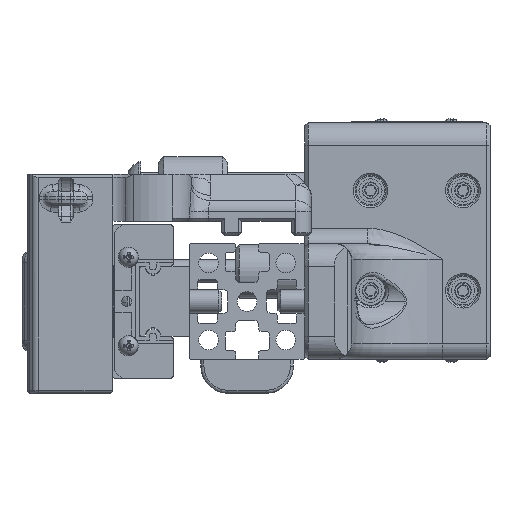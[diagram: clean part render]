
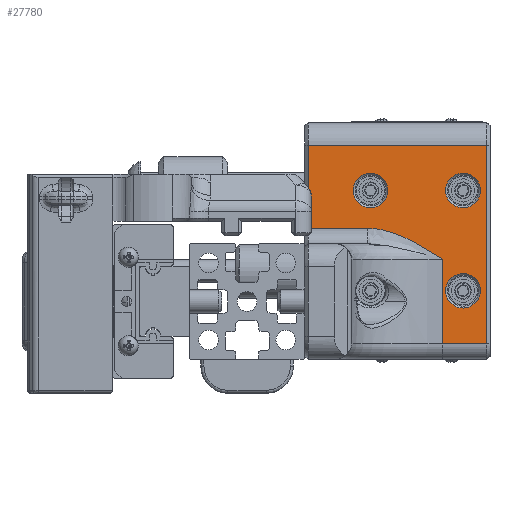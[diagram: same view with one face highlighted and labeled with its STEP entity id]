
A CAD part, left-side view. The second image highlights one B-rep face of the part: STEP entity #27780.
In plain terms, the highlighted planar face has unit normal (-1, 0, 0).
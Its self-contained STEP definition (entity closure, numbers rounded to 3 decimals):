
#776=B_SPLINE_CURVE_WITH_KNOTS('',3,(#43349,#43350,#43351,#43352,#43353,
#43354,#43355,#43356,#43357,#43358,#43359,#43360,#43361,#43362,#43363,#43364,
#43365,#43366,#43367,#43368,#43369,#43370,#43371,#43372,#43373,#43374,#43375,
#43376,#43377,#43378,#43379,#43380,#43381,#43382,#43383,#43384,#43385,#43386,
#43387,#43388),.UNSPECIFIED.,.F.,.F.,(4,3,3,3,3,3,3,3,3,3,3,3,3,4),(0.,
0.001,0.001,0.003,0.003,
0.005,0.005,0.007,0.007,
0.008,0.008,0.009,0.011,
0.011),.UNSPECIFIED.);
#1125=FACE_BOUND('',#4242,.T.);
#1126=FACE_BOUND('',#4243,.T.);
#1127=FACE_BOUND('',#4244,.T.);
#1323=PLANE('',#29667);
#2615=FACE_OUTER_BOUND('',#4241,.T.);
#4241=EDGE_LOOP('',(#19499,#19500,#19501,#19502,#19503,#19504,#19505));
#4242=EDGE_LOOP('',(#19506));
#4243=EDGE_LOOP('',(#19507));
#4244=EDGE_LOOP('',(#19508));
#6015=LINE('',#43299,#8479);
#6019=LINE('',#43457,#8483);
#6046=LINE('',#43574,#8510);
#6048=LINE('',#43580,#8512);
#6049=LINE('',#43581,#8513);
#6050=LINE('',#43582,#8514);
#8479=VECTOR('',#32617,1000.);
#8483=VECTOR('',#32635,1000.);
#8510=VECTOR('',#32714,1000.);
#8512=VECTOR('',#32722,1000.);
#8513=VECTOR('',#32723,1000.);
#8514=VECTOR('',#32724,1000.);
#10918=CIRCLE('',#29560,2.25);
#10920=CIRCLE('',#29563,2.25);
#10922=CIRCLE('',#29566,2.25);
#12117=VERTEX_POINT('',#40593);
#12119=VERTEX_POINT('',#40599);
#12121=VERTEX_POINT('',#40605);
#12204=VERTEX_POINT('',#43297);
#12205=VERTEX_POINT('',#43298);
#12210=VERTEX_POINT('',#43348);
#12212=VERTEX_POINT('',#43456);
#12241=VERTEX_POINT('',#43571);
#12242=VERTEX_POINT('',#43573);
#12243=VERTEX_POINT('',#43579);
#14894=EDGE_CURVE('',#12117,#12117,#10918,.T.);
#14897=EDGE_CURVE('',#12119,#12119,#10920,.T.);
#14900=EDGE_CURVE('',#12121,#12121,#10922,.T.);
#15021=EDGE_CURVE('',#12204,#12205,#6015,.T.);
#15029=EDGE_CURVE('',#12205,#12210,#776,.T.);
#15032=EDGE_CURVE('',#12212,#12204,#6019,.T.);
#15077=EDGE_CURVE('',#12242,#12241,#6046,.T.);
#15080=EDGE_CURVE('',#12243,#12241,#6048,.T.);
#15081=EDGE_CURVE('',#12210,#12243,#6049,.T.);
#15082=EDGE_CURVE('',#12242,#12212,#6050,.T.);
#19499=ORIENTED_EDGE('',*,*,#15077,.T.);
#19500=ORIENTED_EDGE('',*,*,#15080,.F.);
#19501=ORIENTED_EDGE('',*,*,#15081,.F.);
#19502=ORIENTED_EDGE('',*,*,#15029,.F.);
#19503=ORIENTED_EDGE('',*,*,#15021,.F.);
#19504=ORIENTED_EDGE('',*,*,#15032,.F.);
#19505=ORIENTED_EDGE('',*,*,#15082,.F.);
#19506=ORIENTED_EDGE('',*,*,#14900,.F.);
#19507=ORIENTED_EDGE('',*,*,#14897,.F.);
#19508=ORIENTED_EDGE('',*,*,#14894,.F.);
#27780=ADVANCED_FACE('',(#2615,#1125,#1126,#1127),#1323,.F.);
#29560=AXIS2_PLACEMENT_3D('',#40595,#32429,#32430);
#29563=AXIS2_PLACEMENT_3D('',#40601,#32436,#32437);
#29566=AXIS2_PLACEMENT_3D('',#40607,#32443,#32444);
#29667=AXIS2_PLACEMENT_3D('',#43578,#32720,#32721);
#32429=DIRECTION('center_axis',(-1.,0.,0.));
#32430=DIRECTION('ref_axis',(0.,0.,1.));
#32436=DIRECTION('center_axis',(-1.,0.,0.));
#32437=DIRECTION('ref_axis',(0.,0.,1.));
#32443=DIRECTION('center_axis',(-1.,0.,0.));
#32444=DIRECTION('ref_axis',(0.,0.,1.));
#32617=DIRECTION('',(0.,0.,1.));
#32635=DIRECTION('',(0.,1.,0.));
#32714=DIRECTION('',(0.,1.,0.));
#32720=DIRECTION('center_axis',(1.,0.,0.));
#32721=DIRECTION('ref_axis',(0.,0.,1.));
#32722=DIRECTION('',(0.,0.,1.));
#32723=DIRECTION('',(0.,1.,0.));
#32724=DIRECTION('',(0.,0.,-1.));
#40593=CARTESIAN_POINT('',(42.,51.857,25.715));
#40595=CARTESIAN_POINT('Origin',(42.,51.857,23.465));
#40599=CARTESIAN_POINT('',(42.,39.857,25.715));
#40601=CARTESIAN_POINT('Origin',(42.,39.857,23.465));
#40605=CARTESIAN_POINT('',(42.,39.857,12.715));
#40607=CARTESIAN_POINT('Origin',(42.,39.857,10.465));
#43297=CARTESIAN_POINT('',(42.,42.478,3.565));
#43298=CARTESIAN_POINT('',(42.,42.478,14.565));
#43299=CARTESIAN_POINT('',(42.,42.478,15.965));
#43348=CARTESIAN_POINT('',(42.,52.276,18.565));
#43349=CARTESIAN_POINT('Ctrl Pts',(42.,42.478,14.565));
#43350=CARTESIAN_POINT('Ctrl Pts',(42.,42.829,14.786));
#43351=CARTESIAN_POINT('Ctrl Pts',(42.,43.182,15.01));
#43352=CARTESIAN_POINT('Ctrl Pts',(42.,43.535,15.23));
#43353=CARTESIAN_POINT('Ctrl Pts',(42.,43.56,15.246));
#43354=CARTESIAN_POINT('Ctrl Pts',(42.,43.586,15.262));
#43355=CARTESIAN_POINT('Ctrl Pts',(42.,43.612,15.278));
#43356=CARTESIAN_POINT('Ctrl Pts',(42.,43.991,15.513));
#43357=CARTESIAN_POINT('Ctrl Pts',(42.,44.371,15.746));
#43358=CARTESIAN_POINT('Ctrl Pts',(42.,44.755,15.972));
#43359=CARTESIAN_POINT('Ctrl Pts',(42.,44.755,15.972));
#43360=CARTESIAN_POINT('Ctrl Pts',(42.,44.755,15.972));
#43361=CARTESIAN_POINT('Ctrl Pts',(42.,44.755,15.972));
#43362=CARTESIAN_POINT('Ctrl Pts',(42.,45.522,16.425));
#43363=CARTESIAN_POINT('Ctrl Pts',(42.,46.302,16.854));
#43364=CARTESIAN_POINT('Ctrl Pts',(42.,47.108,17.233));
#43365=CARTESIAN_POINT('Ctrl Pts',(42.,47.108,17.233));
#43366=CARTESIAN_POINT('Ctrl Pts',(42.,47.108,17.233));
#43367=CARTESIAN_POINT('Ctrl Pts',(42.,47.108,17.233));
#43368=CARTESIAN_POINT('Ctrl Pts',(42.,47.511,17.422));
#43369=CARTESIAN_POINT('Ctrl Pts',(42.,47.921,17.598));
#43370=CARTESIAN_POINT('Ctrl Pts',(42.,48.339,17.758));
#43371=CARTESIAN_POINT('Ctrl Pts',(42.,48.339,17.758));
#43372=CARTESIAN_POINT('Ctrl Pts',(42.,48.339,17.758));
#43373=CARTESIAN_POINT('Ctrl Pts',(42.,48.339,17.758));
#43374=CARTESIAN_POINT('Ctrl Pts',(42.,48.758,17.918));
#43375=CARTESIAN_POINT('Ctrl Pts',(42.,49.187,18.061));
#43376=CARTESIAN_POINT('Ctrl Pts',(42.,49.62,18.18));
#43377=CARTESIAN_POINT('Ctrl Pts',(42.,49.621,18.18));
#43378=CARTESIAN_POINT('Ctrl Pts',(42.,49.621,18.18));
#43379=CARTESIAN_POINT('Ctrl Pts',(42.,49.621,18.18));
#43380=CARTESIAN_POINT('Ctrl Pts',(42.,50.054,18.299));
#43381=CARTESIAN_POINT('Ctrl Pts',(42.,50.491,18.396));
#43382=CARTESIAN_POINT('Ctrl Pts',(42.,50.933,18.462));
#43383=CARTESIAN_POINT('Ctrl Pts',(42.,51.34,18.523));
#43384=CARTESIAN_POINT('Ctrl Pts',(42.,51.751,18.559));
#43385=CARTESIAN_POINT('Ctrl Pts',(42.,52.167,18.564));
#43386=CARTESIAN_POINT('Ctrl Pts',(42.,52.203,18.565));
#43387=CARTESIAN_POINT('Ctrl Pts',(42.,52.24,18.565));
#43388=CARTESIAN_POINT('Ctrl Pts',(42.,52.276,18.565));
#43456=CARTESIAN_POINT('',(42.,36.757,3.565));
#43457=CARTESIAN_POINT('',(42.,5.101,3.565));
#43571=CARTESIAN_POINT('',(42.,59.957,29.305));
#43573=CARTESIAN_POINT('',(42.,36.757,29.305));
#43574=CARTESIAN_POINT('',(42.,5.101,29.305));
#43578=CARTESIAN_POINT('Origin',(42.,5.101,15.965));
#43579=CARTESIAN_POINT('',(42.,59.957,18.565));
#43580=CARTESIAN_POINT('',(42.,59.957,15.965));
#43581=CARTESIAN_POINT('',(42.,60.357,18.565));
#43582=CARTESIAN_POINT('',(42.,36.757,15.965));
